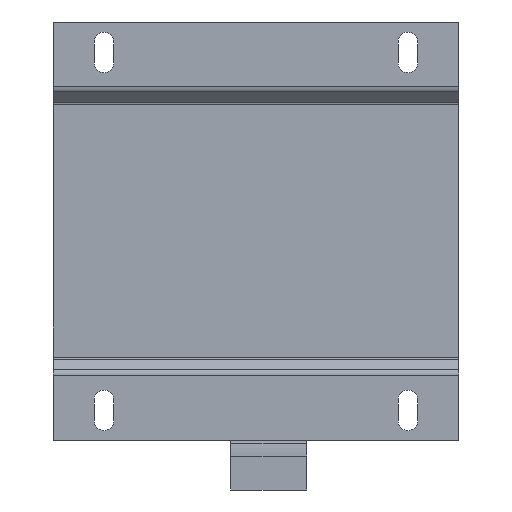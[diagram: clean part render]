
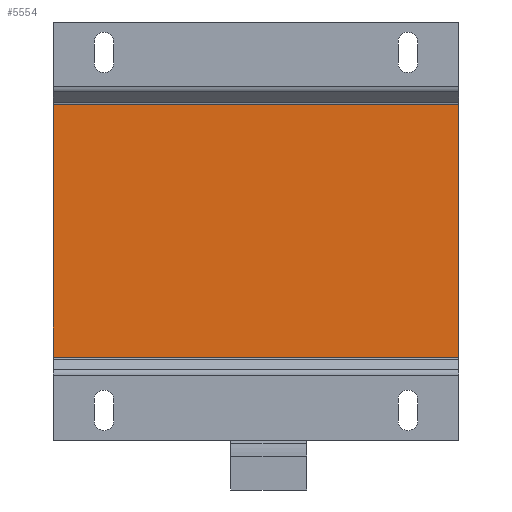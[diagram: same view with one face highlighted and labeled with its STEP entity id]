
A CAD part, front view. The second image highlights one B-rep face of the part: STEP entity #5554.
In plain terms, the highlighted planar face has unit normal (0, -1, 0).
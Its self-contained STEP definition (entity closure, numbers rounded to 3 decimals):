
#85 = CARTESIAN_POINT ( 'NONE',  ( -60., -51.5, -62. ) ) ;
#334 = DIRECTION ( 'NONE',  ( 0., 0., -1. ) ) ;
#571 = LINE ( 'NONE', #5009, #3136 ) ;
#577 = AXIS2_PLACEMENT_3D ( 'NONE', #5094, #2104, #3279 ) ;
#672 = DIRECTION ( 'NONE',  ( 0., 0., 1. ) ) ;
#1215 = CARTESIAN_POINT ( 'NONE',  ( 0., -51.5, 37.594 ) ) ;
#1256 = DIRECTION ( 'NONE',  ( -1., 0., 0. ) ) ;
#1363 = VERTEX_POINT ( 'NONE', #4255 ) ;
#1736 = EDGE_LOOP ( 'NONE', ( #1854, #7326, #6467, #5423 ) ) ;
#1854 = ORIENTED_EDGE ( 'NONE', *, *, #6560, .F. ) ;
#2104 = DIRECTION ( 'NONE',  ( 0., 1., 0. ) ) ;
#2466 = VECTOR ( 'NONE', #6999, 1000. ) ;
#2546 = EDGE_CURVE ( 'NONE', #5039, #5952, #4158, .T. ) ;
#2612 = VECTOR ( 'NONE', #672, 1000. ) ;
#2743 = PLANE ( 'NONE',  #577 ) ;
#2759 = CARTESIAN_POINT ( 'NONE',  ( 60., -51.5, 37.594 ) ) ;
#2866 = EDGE_CURVE ( 'NONE', #5039, #5814, #571, .T. ) ;
#3136 = VECTOR ( 'NONE', #334, 1000. ) ;
#3279 = DIRECTION ( 'NONE',  ( 0., 0., 1. ) ) ;
#3531 = CARTESIAN_POINT ( 'NONE',  ( 60., -51.5, -37.234 ) ) ;
#3893 = LINE ( 'NONE', #85, #2612 ) ;
#3967 = VECTOR ( 'NONE', #1256, 1000. ) ;
#3988 = EDGE_CURVE ( 'NONE', #1363, #5952, #3893, .T. ) ;
#4158 = LINE ( 'NONE', #1215, #3967 ) ;
#4255 = CARTESIAN_POINT ( 'NONE',  ( -60., -51.5, -37.234 ) ) ;
#4298 = CARTESIAN_POINT ( 'NONE',  ( -60., -51.5, 37.594 ) ) ;
#5009 = CARTESIAN_POINT ( 'NONE',  ( 60., -51.5, -62. ) ) ;
#5039 = VERTEX_POINT ( 'NONE', #2759 ) ;
#5094 = CARTESIAN_POINT ( 'NONE',  ( 0., -51.5, 0. ) ) ;
#5423 = ORIENTED_EDGE ( 'NONE', *, *, #3988, .F. ) ;
#5503 = LINE ( 'NONE', #5830, #2466 ) ;
#5554 = ADVANCED_FACE ( 'NONE', ( #6154 ), #2743, .F. ) ;
#5814 = VERTEX_POINT ( 'NONE', #3531 ) ;
#5830 = CARTESIAN_POINT ( 'NONE',  ( 0., -51.5, -37.234 ) ) ;
#5952 = VERTEX_POINT ( 'NONE', #4298 ) ;
#6154 = FACE_OUTER_BOUND ( 'NONE', #1736, .T. ) ;
#6467 = ORIENTED_EDGE ( 'NONE', *, *, #2546, .T. ) ;
#6560 = EDGE_CURVE ( 'NONE', #5814, #1363, #5503, .T. ) ;
#6999 = DIRECTION ( 'NONE',  ( -1., 0., 0. ) ) ;
#7326 = ORIENTED_EDGE ( 'NONE', *, *, #2866, .F. ) ;
